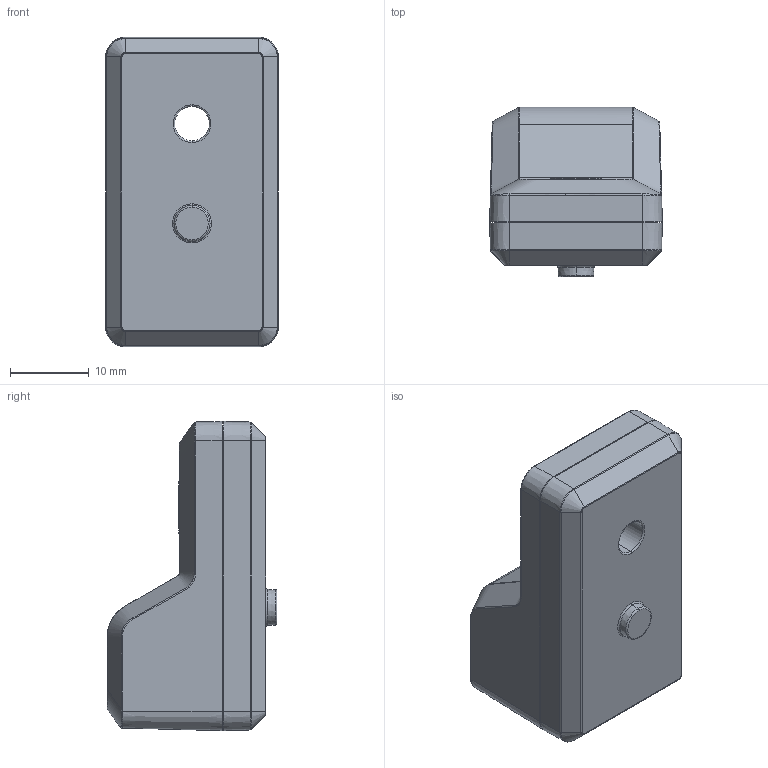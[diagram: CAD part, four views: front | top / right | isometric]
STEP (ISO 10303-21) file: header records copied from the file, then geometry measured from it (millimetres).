
FILE_DESCRIPTION (( 'STEP AP203' ), '1' );
FILE_NAME ('V5_Inertial_Sensor_276-4855.STEP', '2019-11-26T17:12:17', ( '' ), ( '' ), 'SwSTEP 2.0', 'SolidWorks 2019', '' );
FILE_SCHEMA (( 'CONFIG_CONTROL_DESIGN' ));
Length unit declared in the file: millimetre
Products named in the file (4): 276-4855-002 Rev2 - Web; 276-4855-001 Rev2 - Web; 276-4840-902 Rev1 - Web; V5_Inertial_Sensor_276-4855
Assembly tree (3 placements, depth 2):
  V5_Inertial_Sensor_276-4855
    276-4855-001 Rev2 - Web
    276-4855-002 Rev2 - Web
    276-4840-902 Rev1 - Web
Bounding box: 22 x 21.6 x 39.4 mm (x, y, z)
Volume: 10687.8 mm3; surface area: 6949.5 mm2
Topology: 3 solids, 3 shells, 328 faces, 826 edges, 500 vertices
Faces by surface type: cylinder 102, plane 95, bspline 73, sphere 26, cone 18, torus 14
Entity records: 12519 total; most frequent: CARTESIAN_POINT 4943, ORIENTED_EDGE 1620, DIRECTION 1364, EDGE_CURVE 810, AXIS2_PLACEMENT_3D 509, VERTEX_POINT 498, VECTOR 346, LINE 346
